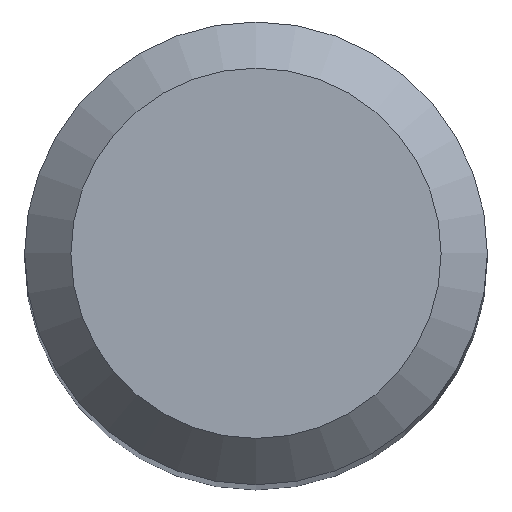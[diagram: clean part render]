
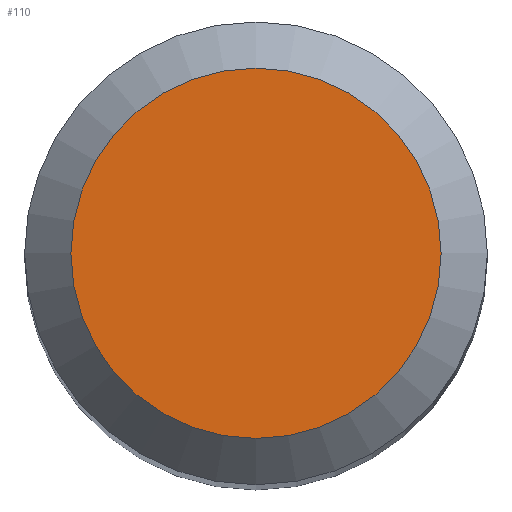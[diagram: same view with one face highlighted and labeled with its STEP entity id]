
A CAD part, top view. The second image highlights one B-rep face of the part: STEP entity #110.
In plain terms, the highlighted planar face has unit normal (0, 0, 1).
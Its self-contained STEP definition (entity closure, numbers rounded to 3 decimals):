
#20 = DIRECTION ( 'NONE',  ( 0., 0., -1. ) ) ;
#23 = PLANE ( 'NONE',  #294 ) ;
#56 = EDGE_LOOP ( 'NONE', ( #231 ) ) ;
#70 = DIRECTION ( 'NONE',  ( 0., 1., 0. ) ) ;
#75 = AXIS2_PLACEMENT_3D ( 'NONE', #186, #292, #136 ) ;
#110 = ADVANCED_FACE ( 'NONE', ( #309 ), #23, .F. ) ;
#136 = DIRECTION ( 'NONE',  ( 0., 1., 0. ) ) ;
#164 = VERTEX_POINT ( 'NONE', #225 ) ;
#186 = CARTESIAN_POINT ( 'NONE',  ( 0., 0., 55. ) ) ;
#225 = CARTESIAN_POINT ( 'NONE',  ( 0., 2.4, 55. ) ) ;
#231 = ORIENTED_EDGE ( 'NONE', *, *, #271, .F. ) ;
#252 = CARTESIAN_POINT ( 'NONE',  ( 0., 0., 55. ) ) ;
#271 = EDGE_CURVE ( 'NONE', #164, #164, #340, .T. ) ;
#292 = DIRECTION ( 'NONE',  ( 0., 0., -1. ) ) ;
#294 = AXIS2_PLACEMENT_3D ( 'NONE', #252, #20, #70 ) ;
#309 = FACE_OUTER_BOUND ( 'NONE', #56, .T. ) ;
#340 = CIRCLE ( 'NONE', #75, 2.4 ) ;
